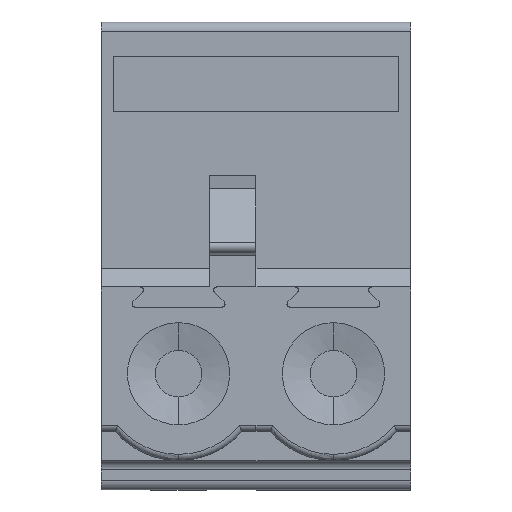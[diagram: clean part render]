
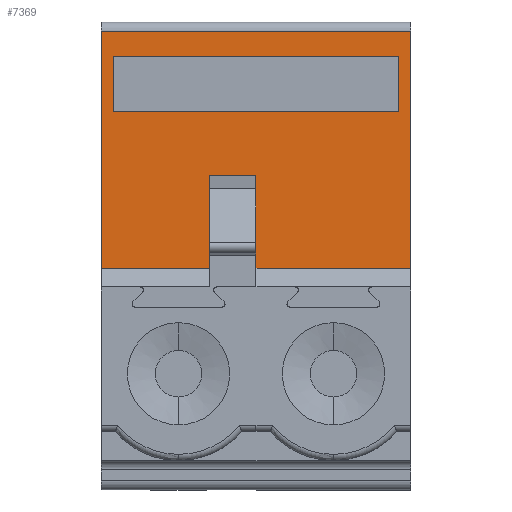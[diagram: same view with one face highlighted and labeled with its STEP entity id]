
A CAD part, front view. The second image highlights one B-rep face of the part: STEP entity #7369.
In plain terms, the highlighted planar face has unit normal (0, -1, 0).
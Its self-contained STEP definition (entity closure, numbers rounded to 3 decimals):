
#154 = VECTOR ( 'NONE', #2812, 1000. ) ;
#457 = LINE ( 'NONE', #17535, #23428 ) ;
#464 = CARTESIAN_POINT ( 'NONE',  ( 10., 8.8, 14.8 ) ) ;
#688 = FACE_BOUND ( 'NONE', #1443, .T. ) ;
#893 = VERTEX_POINT ( 'NONE', #21517 ) ;
#944 = ORIENTED_EDGE ( 'NONE', *, *, #1755, .F. ) ;
#1296 = VERTEX_POINT ( 'NONE', #19955 ) ;
#1424 = CARTESIAN_POINT ( 'NONE',  ( 5., 8.8, 10.15 ) ) ;
#1443 = EDGE_LOOP ( 'NONE', ( #13431, #22657, #9708, #6265 ) ) ;
#1449 = VERTEX_POINT ( 'NONE', #2464 ) ;
#1499 = DIRECTION ( 'NONE',  ( 0., 0., -1. ) ) ;
#1546 = EDGE_CURVE ( 'NONE', #1296, #4428, #9874, .T. ) ;
#1663 = EDGE_CURVE ( 'NONE', #893, #4897, #6476, .T. ) ;
#1755 = EDGE_CURVE ( 'NONE', #16005, #5075, #8759, .T. ) ;
#1853 = DIRECTION ( 'NONE',  ( -1., 0., 0. ) ) ;
#2212 = FACE_OUTER_BOUND ( 'NONE', #5191, .T. ) ;
#2224 = CARTESIAN_POINT ( 'NONE',  ( 5., 8.8, 7.15 ) ) ;
#2241 = VERTEX_POINT ( 'NONE', #19931 ) ;
#2464 = CARTESIAN_POINT ( 'NONE',  ( 0.4, 8.8, 12.2 ) ) ;
#2812 = DIRECTION ( 'NONE',  ( -1., 0., 0. ) ) ;
#2922 = EDGE_CURVE ( 'NONE', #15026, #4897, #10991, .T. ) ;
#2940 = CARTESIAN_POINT ( 'NONE',  ( 11.97, 8.8, 14. ) ) ;
#3542 = VECTOR ( 'NONE', #18540, 1000. ) ;
#4428 = VERTEX_POINT ( 'NONE', #11368 ) ;
#4518 = VERTEX_POINT ( 'NONE', #5935 ) ;
#4725 = ORIENTED_EDGE ( 'NONE', *, *, #24543, .F. ) ;
#4897 = VERTEX_POINT ( 'NONE', #2224 ) ;
#5075 = VERTEX_POINT ( 'NONE', #15103 ) ;
#5191 = EDGE_LOOP ( 'NONE', ( #14286, #7784, #12606, #14794, #19534, #6310, #944, #4725 ) ) ;
#5817 = DIRECTION ( 'NONE',  ( 0., 0., 1. ) ) ;
#5830 = VECTOR ( 'NONE', #17621, 1000. ) ;
#5900 = EDGE_CURVE ( 'NONE', #1296, #4518, #7103, .T. ) ;
#5935 = CARTESIAN_POINT ( 'NONE',  ( 0.4, 8.8, 14. ) ) ;
#6136 = CARTESIAN_POINT ( 'NONE',  ( 10., 8.8, 14.8 ) ) ;
#6265 = ORIENTED_EDGE ( 'NONE', *, *, #6976, .F. ) ;
#6310 = ORIENTED_EDGE ( 'NONE', *, *, #14077, .F. ) ;
#6476 = LINE ( 'NONE', #8513, #154 ) ;
#6976 = EDGE_CURVE ( 'NONE', #4518, #1449, #7377, .T. ) ;
#7103 = LINE ( 'NONE', #2940, #18974 ) ;
#7197 = CARTESIAN_POINT ( 'NONE',  ( 5., 8.8, 10.15 ) ) ;
#7369 = ADVANCED_FACE ( 'NONE', ( #688, #2212 ), #12217, .T. ) ;
#7377 = LINE ( 'NONE', #17013, #3542 ) ;
#7784 = ORIENTED_EDGE ( 'NONE', *, *, #2922, .T. ) ;
#8422 = DIRECTION ( 'NONE',  ( 0., -1., 0. ) ) ;
#8513 = CARTESIAN_POINT ( 'NONE',  ( 10., 8.8, 7.15 ) ) ;
#8759 = LINE ( 'NONE', #18999, #14714 ) ;
#9459 = CARTESIAN_POINT ( 'NONE',  ( 10., 8.8, 14.8 ) ) ;
#9567 = CARTESIAN_POINT ( 'NONE',  ( 10., 8.8, 14.8 ) ) ;
#9708 = ORIENTED_EDGE ( 'NONE', *, *, #17136, .T. ) ;
#9761 = DIRECTION ( 'NONE',  ( -1., 0., 0. ) ) ;
#9874 = LINE ( 'NONE', #21294, #5830 ) ;
#10298 = VERTEX_POINT ( 'NONE', #22590 ) ;
#10432 = DIRECTION ( 'NONE',  ( 0., 0., 1. ) ) ;
#10991 = LINE ( 'NONE', #7197, #11916 ) ;
#11368 = CARTESIAN_POINT ( 'NONE',  ( 9.6, 8.8, 12.2 ) ) ;
#11916 = VECTOR ( 'NONE', #1499, 1000. ) ;
#12217 = PLANE ( 'NONE',  #23648 ) ;
#12475 = CARTESIAN_POINT ( 'NONE',  ( 0., 8.8, 14.8 ) ) ;
#12606 = ORIENTED_EDGE ( 'NONE', *, *, #1663, .F. ) ;
#12839 = VECTOR ( 'NONE', #9761, 1000. ) ;
#13431 = ORIENTED_EDGE ( 'NONE', *, *, #5900, .F. ) ;
#13861 = EDGE_CURVE ( 'NONE', #21344, #2241, #19197, .T. ) ;
#13991 = VECTOR ( 'NONE', #1853, 1000. ) ;
#14077 = EDGE_CURVE ( 'NONE', #5075, #2241, #23873, .T. ) ;
#14286 = ORIENTED_EDGE ( 'NONE', *, *, #19431, .F. ) ;
#14335 = CARTESIAN_POINT ( 'NONE',  ( 3.5, 8.8, 7.15 ) ) ;
#14714 = VECTOR ( 'NONE', #24449, 1000. ) ;
#14794 = ORIENTED_EDGE ( 'NONE', *, *, #20248, .T. ) ;
#14805 = VECTOR ( 'NONE', #10432, 1000. ) ;
#15026 = VERTEX_POINT ( 'NONE', #1424 ) ;
#15103 = CARTESIAN_POINT ( 'NONE',  ( 0., 8.8, 7.15 ) ) ;
#16005 = VERTEX_POINT ( 'NONE', #14335 ) ;
#16010 = DIRECTION ( 'NONE',  ( -1., 0., 0. ) ) ;
#17013 = CARTESIAN_POINT ( 'NONE',  ( 0.4, 8.8, 14. ) ) ;
#17136 = EDGE_CURVE ( 'NONE', #4428, #1449, #457, .T. ) ;
#17146 = CARTESIAN_POINT ( 'NONE',  ( 3.5, 8.8, 10.15 ) ) ;
#17274 = DIRECTION ( 'NONE',  ( 0., 0., -1. ) ) ;
#17328 = LINE ( 'NONE', #9459, #24577 ) ;
#17535 = CARTESIAN_POINT ( 'NONE',  ( 11.97, 8.8, 12.2 ) ) ;
#17621 = DIRECTION ( 'NONE',  ( 0., 0., -1. ) ) ;
#18540 = DIRECTION ( 'NONE',  ( 0., 0., -1. ) ) ;
#18974 = VECTOR ( 'NONE', #22584, 1000. ) ;
#18999 = CARTESIAN_POINT ( 'NONE',  ( 10., 8.8, 7.15 ) ) ;
#19197 = LINE ( 'NONE', #9567, #13991 ) ;
#19262 = CARTESIAN_POINT ( 'NONE',  ( 5., 8.8, 10.15 ) ) ;
#19431 = EDGE_CURVE ( 'NONE', #15026, #10298, #21297, .T. ) ;
#19534 = ORIENTED_EDGE ( 'NONE', *, *, #13861, .T. ) ;
#19931 = CARTESIAN_POINT ( 'NONE',  ( 0., 8.8, 14.8 ) ) ;
#19955 = CARTESIAN_POINT ( 'NONE',  ( 9.6, 8.8, 14. ) ) ;
#20248 = EDGE_CURVE ( 'NONE', #893, #21344, #17328, .T. ) ;
#21203 = LINE ( 'NONE', #17146, #23762 ) ;
#21294 = CARTESIAN_POINT ( 'NONE',  ( 9.6, 8.8, 14. ) ) ;
#21297 = LINE ( 'NONE', #19262, #12839 ) ;
#21344 = VERTEX_POINT ( 'NONE', #464 ) ;
#21517 = CARTESIAN_POINT ( 'NONE',  ( 10., 8.8, 7.15 ) ) ;
#21966 = DIRECTION ( 'NONE',  ( 0., 0., -1. ) ) ;
#22584 = DIRECTION ( 'NONE',  ( -1., 0., 0. ) ) ;
#22590 = CARTESIAN_POINT ( 'NONE',  ( 3.5, 8.8, 10.15 ) ) ;
#22657 = ORIENTED_EDGE ( 'NONE', *, *, #1546, .T. ) ;
#23428 = VECTOR ( 'NONE', #16010, 1000. ) ;
#23648 = AXIS2_PLACEMENT_3D ( 'NONE', #6136, #8422, #21966 ) ;
#23762 = VECTOR ( 'NONE', #17274, 1000. ) ;
#23873 = LINE ( 'NONE', #12475, #14805 ) ;
#24449 = DIRECTION ( 'NONE',  ( -1., 0., 0. ) ) ;
#24543 = EDGE_CURVE ( 'NONE', #10298, #16005, #21203, .T. ) ;
#24577 = VECTOR ( 'NONE', #5817, 1000. ) ;
